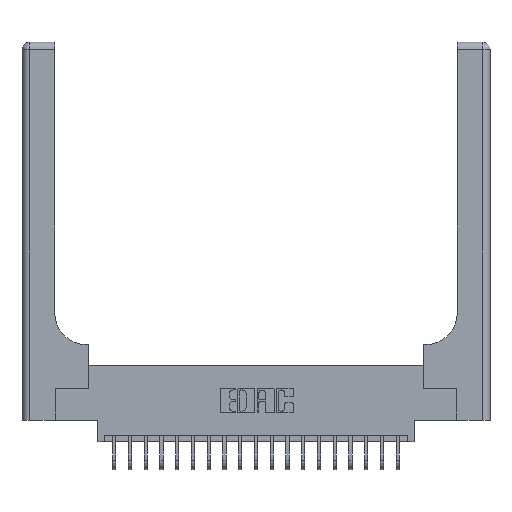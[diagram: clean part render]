
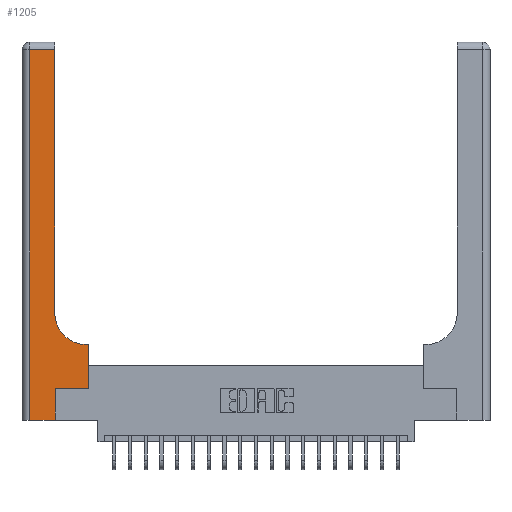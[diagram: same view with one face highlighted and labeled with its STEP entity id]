
A CAD part, top view. The second image highlights one B-rep face of the part: STEP entity #1205.
In plain terms, the highlighted planar face has unit normal (0, 0, 1).
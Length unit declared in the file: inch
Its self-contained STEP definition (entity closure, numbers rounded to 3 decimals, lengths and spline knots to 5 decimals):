
#81 = CARTESIAN_POINT ( 'NONE',  ( 0.06, 0., 0.37 ) ) ;
#275 = VECTOR ( 'NONE', #6389, 39.37008 ) ;
#428 = VERTEX_POINT ( 'NONE', #19532 ) ;
#532 = EDGE_LOOP ( 'NONE', ( #1003, #8086, #3434, #10399, #11886, #19971, #6857, #20654, #1450 ) ) ;
#691 = CARTESIAN_POINT ( 'NONE',  ( 0.528, 0.6, 0.37 ) ) ;
#1003 = ORIENTED_EDGE ( 'NONE', *, *, #13558, .T. ) ;
#1205 = ADVANCED_FACE ( 'NONE', ( #9504 ), #19764, .F. ) ;
#1450 = ORIENTED_EDGE ( 'NONE', *, *, #8804, .T. ) ;
#2096 = VERTEX_POINT ( 'NONE', #9773 ) ;
#2122 = DIRECTION ( 'NONE',  ( 0., 0., -1. ) ) ;
#2983 = EDGE_CURVE ( 'NONE', #20464, #16725, #8091, .T. ) ;
#3023 = EDGE_CURVE ( 'NONE', #428, #2096, #8892, .T. ) ;
#3381 = LINE ( 'NONE', #15574, #11274 ) ;
#3434 = ORIENTED_EDGE ( 'NONE', *, *, #15106, .T. ) ;
#3743 = CARTESIAN_POINT ( 'NONE',  ( 0., 0., 0.37 ) ) ;
#3769 = LINE ( 'NONE', #3743, #17946 ) ;
#4291 = CARTESIAN_POINT ( 'NONE',  ( 0.528, 0.25, 0.37 ) ) ;
#5111 = DIRECTION ( 'NONE',  ( -1., 0., 0. ) ) ;
#5189 = DIRECTION ( 'NONE',  ( 0., 1., 0. ) ) ;
#5251 = DIRECTION ( 'NONE',  ( 1., 0., 0. ) ) ;
#5960 = VERTEX_POINT ( 'NONE', #10041 ) ;
#6058 = CARTESIAN_POINT ( 'NONE',  ( 0.51, 0.6, 0.37 ) ) ;
#6389 = DIRECTION ( 'NONE',  ( 0., 1., 0. ) ) ;
#6410 = DIRECTION ( 'NONE',  ( 0., -1., 0. ) ) ;
#6772 = EDGE_CURVE ( 'NONE', #5960, #12480, #19095, .T. ) ;
#6857 = ORIENTED_EDGE ( 'NONE', *, *, #2983, .T. ) ;
#7227 = VERTEX_POINT ( 'NONE', #16639 ) ;
#7305 = DIRECTION ( 'NONE',  ( 0., 1., 0. ) ) ;
#7983 = LINE ( 'NONE', #20198, #19402 ) ;
#8086 = ORIENTED_EDGE ( 'NONE', *, *, #3023, .T. ) ;
#8091 = LINE ( 'NONE', #20044, #21427 ) ;
#8804 = EDGE_CURVE ( 'NONE', #12008, #7227, #11932, .T. ) ;
#8892 = LINE ( 'NONE', #21740, #14298 ) ;
#9034 = CARTESIAN_POINT ( 'NONE',  ( 0.265, 0.25, 0.37 ) ) ;
#9406 = LINE ( 'NONE', #20769, #9662 ) ;
#9504 = FACE_OUTER_BOUND ( 'NONE', #532, .T. ) ;
#9662 = VECTOR ( 'NONE', #5189, 39.37008 ) ;
#9773 = CARTESIAN_POINT ( 'NONE',  ( 0.06, 2.94, 0.37 ) ) ;
#9839 = DIRECTION ( 'NONE',  ( -1., 0., 0. ) ) ;
#9996 = DIRECTION ( 'NONE',  ( 1., 0., 0. ) ) ;
#10041 = CARTESIAN_POINT ( 'NONE',  ( 0.265, 0., 0.37 ) ) ;
#10399 = ORIENTED_EDGE ( 'NONE', *, *, #22010, .T. ) ;
#10929 = DIRECTION ( 'NONE',  ( -1., 0., 0. ) ) ;
#11093 = CARTESIAN_POINT ( 'NONE',  ( 0., 3., 0.37 ) ) ;
#11274 = VECTOR ( 'NONE', #5111, 39.37008 ) ;
#11650 = EDGE_CURVE ( 'NONE', #16725, #12008, #3381, .T. ) ;
#11886 = ORIENTED_EDGE ( 'NONE', *, *, #6772, .T. ) ;
#11932 = CIRCLE ( 'NONE', #21873, 0.25 ) ;
#12008 = VERTEX_POINT ( 'NONE', #6058 ) ;
#12480 = VERTEX_POINT ( 'NONE', #9034 ) ;
#12544 = CARTESIAN_POINT ( 'NONE',  ( 0.51, 0.85, 0.37 ) ) ;
#13115 = VECTOR ( 'NONE', #6410, 39.37008 ) ;
#13558 = EDGE_CURVE ( 'NONE', #7227, #428, #9406, .T. ) ;
#13615 = VERTEX_POINT ( 'NONE', #81 ) ;
#14269 = DIRECTION ( 'NONE',  ( 0., 0., -1. ) ) ;
#14298 = VECTOR ( 'NONE', #9839, 39.37008 ) ;
#14714 = AXIS2_PLACEMENT_3D ( 'NONE', #11093, #14269, #10929 ) ;
#15106 = EDGE_CURVE ( 'NONE', #2096, #13615, #17000, .T. ) ;
#15118 = CARTESIAN_POINT ( 'NONE',  ( 0.06, 3., 0.37 ) ) ;
#15574 = CARTESIAN_POINT ( 'NONE',  ( 0.26, 0.6, 0.37 ) ) ;
#15815 = EDGE_CURVE ( 'NONE', #12480, #20464, #7983, .T. ) ;
#16069 = DIRECTION ( 'NONE',  ( 1., 0., 0. ) ) ;
#16639 = CARTESIAN_POINT ( 'NONE',  ( 0.26, 0.85, 0.37 ) ) ;
#16725 = VERTEX_POINT ( 'NONE', #691 ) ;
#17000 = LINE ( 'NONE', #15118, #13115 ) ;
#17180 = CARTESIAN_POINT ( 'NONE',  ( 0.265, 0., 0.37 ) ) ;
#17946 = VECTOR ( 'NONE', #5251, 39.37008 ) ;
#19095 = LINE ( 'NONE', #17180, #275 ) ;
#19402 = VECTOR ( 'NONE', #9996, 39.37008 ) ;
#19532 = CARTESIAN_POINT ( 'NONE',  ( 0.26, 2.94, 0.37 ) ) ;
#19764 = PLANE ( 'NONE',  #14714 ) ;
#19971 = ORIENTED_EDGE ( 'NONE', *, *, #15815, .T. ) ;
#20044 = CARTESIAN_POINT ( 'NONE',  ( 0.528, 0.25, 0.37 ) ) ;
#20198 = CARTESIAN_POINT ( 'NONE',  ( 0.265, 0.25, 0.37 ) ) ;
#20464 = VERTEX_POINT ( 'NONE', #4291 ) ;
#20654 = ORIENTED_EDGE ( 'NONE', *, *, #11650, .T. ) ;
#20769 = CARTESIAN_POINT ( 'NONE',  ( 0.26, 3., 0.37 ) ) ;
#21427 = VECTOR ( 'NONE', #7305, 39.37008 ) ;
#21740 = CARTESIAN_POINT ( 'NONE',  ( 0., 2.94, 0.37 ) ) ;
#21873 = AXIS2_PLACEMENT_3D ( 'NONE', #12544, #2122, #16069 ) ;
#22010 = EDGE_CURVE ( 'NONE', #13615, #5960, #3769, .T. ) ;
